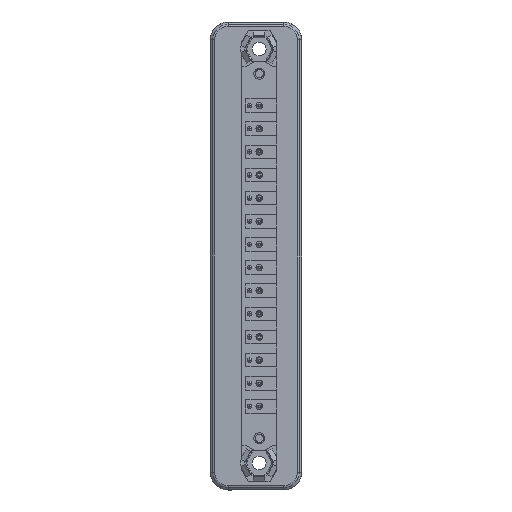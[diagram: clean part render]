
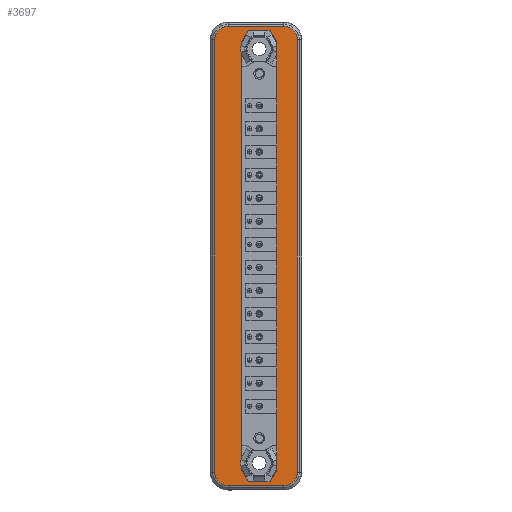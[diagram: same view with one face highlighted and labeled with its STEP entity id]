
A CAD part, front view. The second image highlights one B-rep face of the part: STEP entity #3697.
In plain terms, the highlighted planar face has unit normal (0, -1, 0).
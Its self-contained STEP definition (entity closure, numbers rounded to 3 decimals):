
#3697=ADVANCED_FACE('',(#7758,#7759),#7760,.T.);
#7758=FACE_OUTER_BOUND('',#12120,.T.);
#7759=FACE_BOUND('',#12121,.T.);
#7760=PLANE('',#12122);
#12120=EDGE_LOOP('',(#22729,#22730,#22731,#22732,#22733,#22734,#22735,#22736));
#12121=EDGE_LOOP('',(#22737,#22738,#22739,#22740,#22741,#22742,#22743,#22744,#22745,#22746,#22747,#22748));
#12122=AXIS2_PLACEMENT_3D('',#22749,#22750,#22751);
#22729=ORIENTED_EDGE('',*,*,#28092,.F.);
#22730=ORIENTED_EDGE('',*,*,#26907,.T.);
#22731=ORIENTED_EDGE('',*,*,#29507,.T.);
#22732=ORIENTED_EDGE('',*,*,#25396,.T.);
#22733=ORIENTED_EDGE('',*,*,#29364,.F.);
#22734=ORIENTED_EDGE('',*,*,#29508,.F.);
#22735=ORIENTED_EDGE('',*,*,#25591,.F.);
#22736=ORIENTED_EDGE('',*,*,#29509,.F.);
#22737=ORIENTED_EDGE('',*,*,#27079,.T.);
#22738=ORIENTED_EDGE('',*,*,#28121,.F.);
#22739=ORIENTED_EDGE('',*,*,#28945,.T.);
#22740=ORIENTED_EDGE('',*,*,#27993,.F.);
#22741=ORIENTED_EDGE('',*,*,#26312,.T.);
#22742=ORIENTED_EDGE('',*,*,#27926,.T.);
#22743=ORIENTED_EDGE('',*,*,#28987,.T.);
#22744=ORIENTED_EDGE('',*,*,#29510,.T.);
#22745=ORIENTED_EDGE('',*,*,#27717,.T.);
#22746=ORIENTED_EDGE('',*,*,#27574,.T.);
#22747=ORIENTED_EDGE('',*,*,#29511,.F.);
#22748=ORIENTED_EDGE('',*,*,#28936,.T.);
#22749=CARTESIAN_POINT('',(-4.1,5.65,-62.475));
#22750=DIRECTION('',(0.,-1.0,0.));
#22751=DIRECTION('',(0.,0.,1.0));
#25396=EDGE_CURVE('',#30220,#30221,#30222,.T.);
#25591=EDGE_CURVE('',#30571,#30572,#30573,.T.);
#26312=EDGE_CURVE('',#31786,#31787,#31788,.T.);
#26907=EDGE_CURVE('',#32728,#32726,#32729,.T.);
#27079=EDGE_CURVE('',#32975,#32976,#32977,.T.);
#27574=EDGE_CURVE('',#33693,#33698,#33700,.T.);
#27717=EDGE_CURVE('',#33898,#33693,#33901,.T.);
#27926=EDGE_CURVE('',#31787,#34191,#34192,.T.);
#27993=EDGE_CURVE('',#31786,#34282,#34283,.T.);
#28092=EDGE_CURVE('',#32728,#34411,#34412,.T.);
#28121=EDGE_CURVE('',#34450,#32976,#34451,.T.);
#28936=EDGE_CURVE('',#35460,#32975,#35464,.T.);
#28945=EDGE_CURVE('',#34450,#34282,#35473,.T.);
#28987=EDGE_CURVE('',#34191,#35527,#35529,.T.);
#29364=EDGE_CURVE('',#35976,#30221,#35978,.T.);
#29507=EDGE_CURVE('',#32726,#30220,#36135,.T.);
#29508=EDGE_CURVE('',#30572,#35976,#36136,.T.);
#29509=EDGE_CURVE('',#34411,#30571,#36137,.T.);
#29510=EDGE_CURVE('',#35527,#33898,#36138,.T.);
#29511=EDGE_CURVE('',#35460,#33698,#36139,.T.);
#30220=VERTEX_POINT('',#36971);
#30221=VERTEX_POINT('',#36972);
#30222=CIRCLE('',#36973,3.0);
#30571=VERTEX_POINT('',#37502);
#30572=VERTEX_POINT('',#37503);
#30573=LINE('',#37504,#37505);
#31786=VERTEX_POINT('',#39154);
#31787=VERTEX_POINT('',#39155);
#31788=LINE('',#39156,#39157);
#32726=VERTEX_POINT('',#40466);
#32728=VERTEX_POINT('',#40469);
#32729=CIRCLE('',#40470,3.0);
#32975=VERTEX_POINT('',#40814);
#32976=VERTEX_POINT('',#40815);
#32977=LINE('',#40816,#40817);
#33693=VERTEX_POINT('',#41889);
#33698=VERTEX_POINT('',#41896);
#33700=LINE('',#41899,#41900);
#33898=VERTEX_POINT('',#42169);
#33901=LINE('',#42174,#42175);
#34191=VERTEX_POINT('',#42596);
#34192=LINE('',#42597,#42598);
#34282=VERTEX_POINT('',#42723);
#34283=LINE('',#42724,#42725);
#34411=VERTEX_POINT('',#42920);
#34412=LINE('',#42921,#42922);
#34450=VERTEX_POINT('',#42974);
#34451=CIRCLE('',#42975,4.1);
#35460=VERTEX_POINT('',#44448);
#35464=CIRCLE('',#44453,4.1);
#35473=LINE('',#44465,#44466);
#35527=VERTEX_POINT('',#44542);
#35529=LINE('',#44545,#44546);
#35976=VERTEX_POINT('',#45210);
#35978=LINE('',#45213,#45214);
#36135=LINE('',#45431,#45432);
#36136=CIRCLE('',#45433,3.0);
#36137=CIRCLE('',#45434,3.0);
#36138=LINE('',#45435,#45436);
#36139=LINE('',#45437,#45438);
#36971=CARTESIAN_POINT('',(5.4,5.65,-83.46));
#36972=CARTESIAN_POINT('',(8.4,5.65,-80.46));
#36973=AXIS2_PLACEMENT_3D('',#46152,#46153,#46154);
#37502=CARTESIAN_POINT('',(-6.8,5.65,17.42));
#37503=CARTESIAN_POINT('',(5.4,5.65,17.42));
#37504=CARTESIAN_POINT('',(41.643,5.65,17.42));
#37505=VECTOR('',#46362,1.0);
#39154=CARTESIAN_POINT('',(-2.384,5.65,16.55));
#39155=CARTESIAN_POINT('',(2.384,5.65,16.55));
#39156=CARTESIAN_POINT('',(41.643,5.65,16.55));
#39157=VECTOR('',#47255,1.0);
#40466=CARTESIAN_POINT('',(-6.8,5.65,-83.46));
#40469=CARTESIAN_POINT('',(-9.8,5.65,-80.46));
#40470=AXIS2_PLACEMENT_3D('',#47961,#47962,#47963);
#40814=CARTESIAN_POINT('',(-3.8,5.65,-76.921));
#40815=CARTESIAN_POINT('',(-3.8,5.65,10.881));
#40816=CARTESIAN_POINT('',(-3.8,5.65,-60.96));
#40817=VECTOR('',#48149,1.0);
#41889=CARTESIAN_POINT('',(-2.384,5.65,-82.59));
#41896=CARTESIAN_POINT('',(-3.8,5.65,-80.138));
#41899=CARTESIAN_POINT('',(-14.873,5.65,-60.96));
#41900=VECTOR('',#48665,1.0);
#42169=CARTESIAN_POINT('',(2.384,5.65,-82.59));
#42174=CARTESIAN_POINT('',(41.643,5.65,-82.59));
#42175=VECTOR('',#48841,1.0);
#42596=CARTESIAN_POINT('',(3.87,5.65,13.977));
#42597=CARTESIAN_POINT('',(11.94,5.65,0.));
#42598=VECTOR('',#49072,1.0);
#42723=CARTESIAN_POINT('',(-3.8,5.65,14.098));
#42724=CARTESIAN_POINT('',(-11.94,5.65,0.));
#42725=VECTOR('',#49147,1.0);
#42920=CARTESIAN_POINT('',(-9.8,5.65,14.42));
#42921=CARTESIAN_POINT('',(-9.8,5.65,-60.96));
#42922=VECTOR('',#49236,1.0);
#42974=CARTESIAN_POINT('',(-3.8,5.65,13.959));
#42975=AXIS2_PLACEMENT_3D('',#49269,#49270,#49271);
#44448=CARTESIAN_POINT('',(-3.8,5.65,-79.999));
#44453=AXIS2_PLACEMENT_3D('',#50082,#50083,#50084);
#44465=CARTESIAN_POINT('',(-3.8,5.65,0.));
#44466=VECTOR('',#50088,1.0);
#44542=CARTESIAN_POINT('',(3.87,5.65,-80.017));
#44545=CARTESIAN_POINT('',(3.87,5.65,-45.72));
#44546=VECTOR('',#50136,1.0);
#45210=CARTESIAN_POINT('',(8.4,5.65,14.42));
#45213=CARTESIAN_POINT('',(8.4,5.65,-60.96));
#45214=VECTOR('',#50508,1.0);
#45431=CARTESIAN_POINT('',(41.643,5.65,-83.46));
#45432=VECTOR('',#50635,1.0);
#45433=AXIS2_PLACEMENT_3D('',#50636,#50637,#50638);
#45434=AXIS2_PLACEMENT_3D('',#50639,#50640,#50641);
#45435=CARTESIAN_POINT('',(14.873,5.65,-60.96));
#45436=VECTOR('',#50642,1.0);
#45437=CARTESIAN_POINT('',(-3.8,5.65,-60.96));
#45438=VECTOR('',#50643,1.0);
#46152=CARTESIAN_POINT('',(5.4,5.65,-80.46));
#46153=DIRECTION('',(0.,-1.0,0.));
#46154=DIRECTION('',(1.0,0.,0.));
#46362=DIRECTION('',(1.0,0.,0.));
#47255=DIRECTION('',(1.0,0.,0.));
#47961=CARTESIAN_POINT('',(-6.8,5.65,-80.46));
#47962=DIRECTION('',(0.,-1.0,0.));
#47963=DIRECTION('',(1.0,0.,0.));
#48149=DIRECTION('',(0.,0.,1.0));
#48665=DIRECTION('',(-0.5,0.,0.866));
#48841=DIRECTION('',(-1.0,0.,0.));
#49072=DIRECTION('',(0.5,0.,-0.866));
#49147=DIRECTION('',(-0.5,0.,-0.866));
#49236=DIRECTION('',(0.,0.,1.0));
#49269=CARTESIAN_POINT('',(0.,5.65,12.42));
#49270=DIRECTION('',(0.,-1.0,0.));
#49271=DIRECTION('',(0.,0.,1.0));
#50082=CARTESIAN_POINT('',(0.,5.65,-78.46));
#50083=DIRECTION('',(0.,1.0,0.));
#50084=DIRECTION('',(0.,0.,-1.0));
#50088=DIRECTION('',(0.,0.,1.0));
#50136=DIRECTION('',(0.,0.,-1.0));
#50508=DIRECTION('',(0.,0.,-1.0));
#50635=DIRECTION('',(1.0,0.,0.));
#50636=CARTESIAN_POINT('',(5.4,5.65,14.42));
#50637=DIRECTION('',(0.,1.0,0.));
#50638=DIRECTION('',(1.0,0.,0.));
#50639=CARTESIAN_POINT('',(-6.8,5.65,14.42));
#50640=DIRECTION('',(0.,1.0,0.));
#50641=DIRECTION('',(1.0,0.,0.));
#50642=DIRECTION('',(-0.5,0.,-0.866));
#50643=DIRECTION('',(0.,0.,-1.0));
